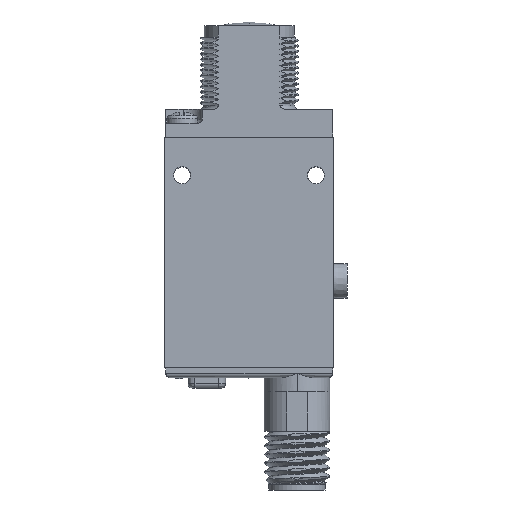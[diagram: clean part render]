
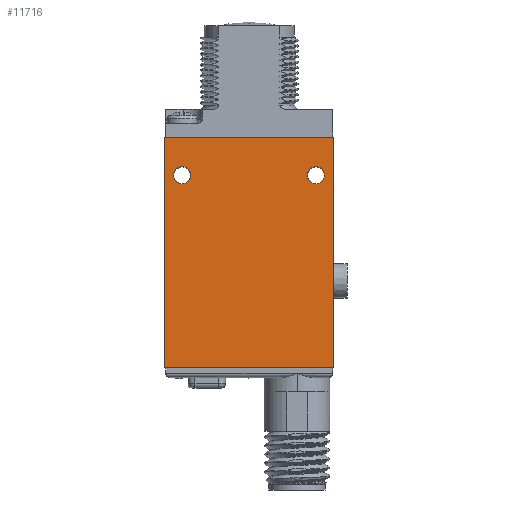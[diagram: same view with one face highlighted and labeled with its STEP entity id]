
A CAD part, left-side view. The second image highlights one B-rep face of the part: STEP entity #11716.
In plain terms, the highlighted planar face has unit normal (-1, 0, 0).
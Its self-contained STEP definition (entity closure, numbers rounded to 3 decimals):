
#1=DIRECTION('',(0.,-1.,0.));
#2=VECTOR('',#1,0.076);
#3=CARTESIAN_POINT('',(-6.02,-15.291,0.));
#4=LINE('',#3,#2);
#5=DIRECTION('',(0.,0.,-1.));
#6=VECTOR('',#5,42.164);
#7=CARTESIAN_POINT('',(-6.02,-15.367,0.));
#8=LINE('',#7,#6);
#9=DIRECTION('',(0.,1.,0.));
#10=VECTOR('',#9,30.785);
#11=CARTESIAN_POINT('',(-6.02,-15.367,-42.164));
#12=LINE('',#11,#10);
#13=DIRECTION('',(0.,0.,1.));
#14=VECTOR('',#13,42.164);
#15=CARTESIAN_POINT('',(-6.02,15.418,-42.164));
#16=LINE('',#15,#14);
#17=DIRECTION('',(0.,-1.,0.));
#18=VECTOR('',#17,0.127);
#19=CARTESIAN_POINT('',(-6.02,15.418,0.));
#20=LINE('',#19,#18);
#21=DIRECTION('',(0.,1.,0.));
#22=VECTOR('',#21,30.582);
#23=CARTESIAN_POINT('',(-6.02,-15.291,0.));
#24=LINE('',#23,#22);
#25=CARTESIAN_POINT('',(-6.02,12.243,-6.985));
#26=DIRECTION('',(1.,0.,0.));
#27=DIRECTION('',(0.,0.,-1.));
#28=AXIS2_PLACEMENT_3D('',#25,#26,#27);
#30=CARTESIAN_POINT('',(-6.02,12.243,-6.985));
#31=DIRECTION('',(1.,0.,0.));
#32=DIRECTION('',(0.,0.,1.));
#33=AXIS2_PLACEMENT_3D('',#30,#31,#32);
#35=CARTESIAN_POINT('',(-6.02,-12.192,-6.985));
#36=DIRECTION('',(1.,0.,0.));
#37=DIRECTION('',(0.,0.,-1.));
#38=AXIS2_PLACEMENT_3D('',#35,#36,#37);
#40=CARTESIAN_POINT('',(-6.02,-12.192,-6.985));
#41=DIRECTION('',(1.,0.,0.));
#42=DIRECTION('',(0.,0.,1.));
#43=AXIS2_PLACEMENT_3D('',#40,#41,#42);
#10416=CARTESIAN_POINT('',(-6.02,-15.367,0.));
#10417=CARTESIAN_POINT('',(-6.02,-15.367,-42.164));
#10418=VERTEX_POINT('',#10416);
#10419=VERTEX_POINT('',#10417);
#10420=CARTESIAN_POINT('',(-6.02,15.418,-42.164));
#10421=VERTEX_POINT('',#10420);
#10422=CARTESIAN_POINT('',(-6.02,15.418,0.));
#10423=VERTEX_POINT('',#10422);
#10432=CARTESIAN_POINT('',(-6.02,12.243,-8.535));
#10433=CARTESIAN_POINT('',(-6.02,12.243,-5.435));
#10434=VERTEX_POINT('',#10432);
#10435=VERTEX_POINT('',#10433);
#10436=CARTESIAN_POINT('',(-6.02,-12.192,-8.535));
#10437=CARTESIAN_POINT('',(-6.02,-12.192,-5.435));
#10438=VERTEX_POINT('',#10436);
#10439=VERTEX_POINT('',#10437);
#10844=CARTESIAN_POINT('',(-6.02,-15.291,0.));
#10845=CARTESIAN_POINT('',(-6.02,15.291,0.));
#10846=VERTEX_POINT('',#10844);
#10847=VERTEX_POINT('',#10845);
#11685=CARTESIAN_POINT('',(-6.02,-15.367,0.));
#11686=DIRECTION('',(1.,0.,0.));
#11687=DIRECTION('',(0.,0.,-1.));
#11688=AXIS2_PLACEMENT_3D('',#11685,#11686,#11687);
#11689=PLANE('',#11688);
#11691=ORIENTED_EDGE('',*,*,#11690,.T.);
#11693=ORIENTED_EDGE('',*,*,#11692,.T.);
#11695=ORIENTED_EDGE('',*,*,#11694,.T.);
#11697=ORIENTED_EDGE('',*,*,#11696,.T.);
#11699=ORIENTED_EDGE('',*,*,#11698,.T.);
#11701=ORIENTED_EDGE('',*,*,#11700,.F.);
#11702=EDGE_LOOP('',(#11691,#11693,#11695,#11697,#11699,#11701));
#11703=FACE_OUTER_BOUND('',#11702,.F.);
#11705=ORIENTED_EDGE('',*,*,#11704,.F.);
#11707=ORIENTED_EDGE('',*,*,#11706,.F.);
#11708=EDGE_LOOP('',(#11705,#11707));
#11709=FACE_BOUND('',#11708,.F.);
#11711=ORIENTED_EDGE('',*,*,#11710,.F.);
#11713=ORIENTED_EDGE('',*,*,#11712,.F.);
#11714=EDGE_LOOP('',(#11711,#11713));
#11715=FACE_BOUND('',#11714,.F.);
#11716=ADVANCED_FACE('',(#11703,#11709,#11715),#11689,.F.);
#29=CIRCLE('',#28,1.55);
#34=CIRCLE('',#33,1.55);
#39=CIRCLE('',#38,1.55);
#44=CIRCLE('',#43,1.55);
#11690=EDGE_CURVE('',#10846,#10418,#4,.T.);
#11692=EDGE_CURVE('',#10418,#10419,#8,.T.);
#11694=EDGE_CURVE('',#10419,#10421,#12,.T.);
#11696=EDGE_CURVE('',#10421,#10423,#16,.T.);
#11698=EDGE_CURVE('',#10423,#10847,#20,.T.);
#11700=EDGE_CURVE('',#10846,#10847,#24,.T.);
#11704=EDGE_CURVE('',#10434,#10435,#29,.T.);
#11706=EDGE_CURVE('',#10435,#10434,#34,.T.);
#11710=EDGE_CURVE('',#10438,#10439,#39,.T.);
#11712=EDGE_CURVE('',#10439,#10438,#44,.T.);
